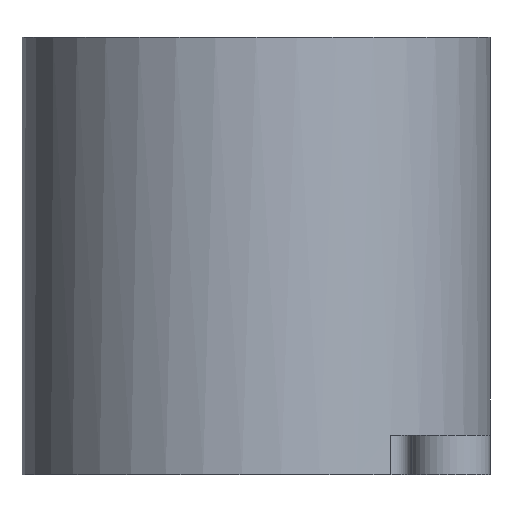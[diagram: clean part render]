
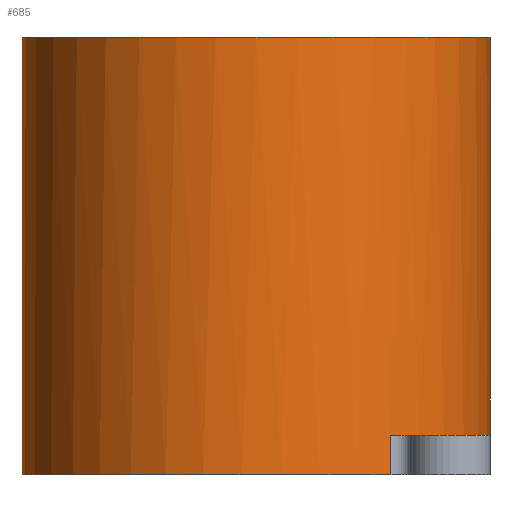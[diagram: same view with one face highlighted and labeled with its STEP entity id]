
A CAD part, left-side view. The second image highlights one B-rep face of the part: STEP entity #685.
In plain terms, the highlighted cylindrical face has radius 17.653 mm (diameter 35.306 mm), a partial arc.
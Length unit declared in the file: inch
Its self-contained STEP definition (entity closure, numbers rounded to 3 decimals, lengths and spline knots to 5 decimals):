
#28=CYLINDRICAL_SURFACE('',#757,0.695);
#63=FACE_OUTER_BOUND('',#107,.T.);
#107=EDGE_LOOP('',(#517,#518,#519,#520,#521,#522));
#154=LINE('',#1080,#211);
#158=LINE('',#1091,#215);
#160=LINE('',#1099,#217);
#211=VECTOR('',#871,0.3937);
#215=VECTOR('',#881,0.3937);
#217=VECTOR('',#889,0.3937);
#264=CIRCLE('',#736,0.695);
#269=CIRCLE('',#743,0.695);
#276=CIRCLE('',#758,0.695);
#306=VERTEX_POINT('',#1039);
#307=VERTEX_POINT('',#1041);
#314=VERTEX_POINT('',#1059);
#315=VERTEX_POINT('',#1060);
#322=VERTEX_POINT('',#1090);
#325=VERTEX_POINT('',#1098);
#371=EDGE_CURVE('',#306,#307,#264,.T.);
#380=EDGE_CURVE('',#314,#315,#269,.T.);
#391=EDGE_CURVE('',#314,#306,#154,.T.);
#396=EDGE_CURVE('',#307,#322,#158,.T.);
#400=EDGE_CURVE('',#315,#325,#160,.T.);
#401=EDGE_CURVE('',#322,#325,#276,.T.);
#517=ORIENTED_EDGE('',*,*,#380,.T.);
#518=ORIENTED_EDGE('',*,*,#400,.T.);
#519=ORIENTED_EDGE('',*,*,#401,.F.);
#520=ORIENTED_EDGE('',*,*,#396,.F.);
#521=ORIENTED_EDGE('',*,*,#371,.F.);
#522=ORIENTED_EDGE('',*,*,#391,.F.);
#685=ADVANCED_FACE('',(#63),#28,.T.);
#736=AXIS2_PLACEMENT_3D('',#1042,#828,#829);
#743=AXIS2_PLACEMENT_3D('',#1061,#846,#847);
#757=AXIS2_PLACEMENT_3D('',#1097,#887,#888);
#758=AXIS2_PLACEMENT_3D('',#1100,#890,#891);
#828=DIRECTION('center_axis',(0.,0.,-1.));
#829=DIRECTION('ref_axis',(1.,0.,0.));
#846=DIRECTION('center_axis',(0.,0.,1.));
#847=DIRECTION('ref_axis',(1.,0.,0.));
#871=DIRECTION('',(0.,0.,-1.));
#881=DIRECTION('',(0.,0.,1.));
#887=DIRECTION('center_axis',(0.,0.,1.));
#888=DIRECTION('ref_axis',(-1.,0.,0.));
#889=DIRECTION('',(0.,0.,1.));
#890=DIRECTION('center_axis',(0.,0.,1.));
#891=DIRECTION('ref_axis',(1.,0.,0.));
#1039=CARTESIAN_POINT('',(-0.56884,-0.39931,-0.1));
#1041=CARTESIAN_POINT('',(0.,0.695,-0.1));
#1042=CARTESIAN_POINT('Origin',(0.,0.,-0.1));
#1059=CARTESIAN_POINT('',(-0.56884,-0.39931,0.01811));
#1060=CARTESIAN_POINT('',(0.,-0.695,0.01811));
#1061=CARTESIAN_POINT('Origin',(0.,0.,0.01811));
#1080=CARTESIAN_POINT('',(-0.56884,-0.39931,0.));
#1090=CARTESIAN_POINT('',(0.,0.695,1.2));
#1091=CARTESIAN_POINT('',(0.,0.695,0.));
#1097=CARTESIAN_POINT('Origin',(0.,0.,0.));
#1098=CARTESIAN_POINT('',(0.,-0.695,1.2));
#1099=CARTESIAN_POINT('',(0.,-0.695,0.));
#1100=CARTESIAN_POINT('Origin',(0.,0.,1.2));
